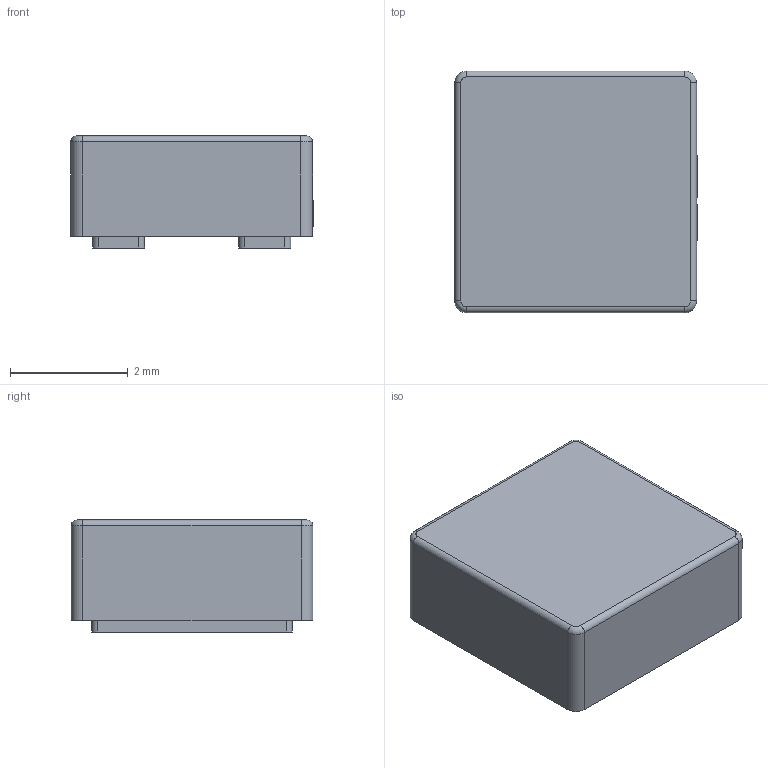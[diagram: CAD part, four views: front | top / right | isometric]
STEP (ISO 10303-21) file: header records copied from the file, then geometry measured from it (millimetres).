
FILE_DESCRIPTION (( 'STEP AP214' ), '1' );
FILE_NAME ('IND-SMD_MPL-AL4020-R68.STEP', '2025-02-11T05:34:35', ( '' ), ( '' ), 'SwSTEP 2.0', 'SolidWorks 2020', '' );
FILE_SCHEMA (( 'AUTOMOTIVE_DESIGN' ));
Length unit declared in the file: millimetre
Products named in the file (1): IND-SMD_MPL-AL4020-R68
Bounding box: 4.11 x 4.1 x 1.9 mm (x, y, z)
Volume: 29.7 mm3; surface area: 63.6 mm2
Topology: 1 solids, 1 shells, 260 faces, 703 edges, 466 vertices
Faces by surface type: plane 142, bspline 98, cylinder 16, torus 4
Entity records: 11525 total; most frequent: CARTESIAN_POINT 2736, ORIENTED_EDGE 1406, DIRECTION 865, EDGE_CURVE 703, VECTOR 467, LINE 467, VERTEX_POINT 466, EDGE_LOOP 281
